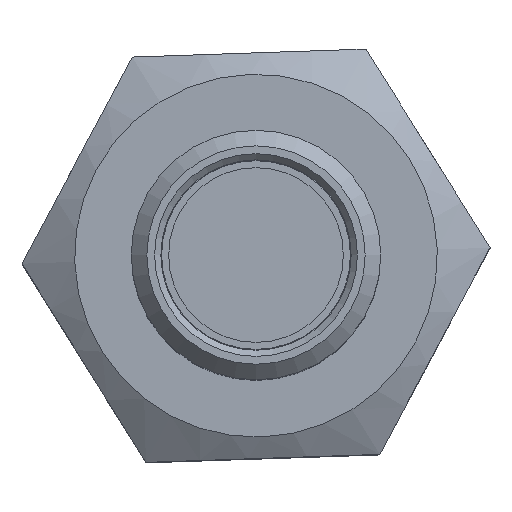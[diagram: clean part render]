
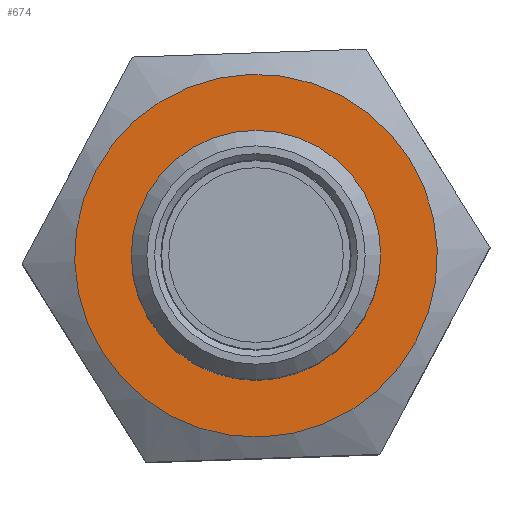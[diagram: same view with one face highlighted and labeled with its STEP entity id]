
A CAD part, top view. The second image highlights one B-rep face of the part: STEP entity #674.
In plain terms, the highlighted planar face has unit normal (0, 0, 1).
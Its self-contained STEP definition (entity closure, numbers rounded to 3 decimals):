
#137=CIRCLE('',#748,5.815);
#138=CIRCLE('',#749,4.);
#164=PLANE('',#747);
#193=FACE_BOUND('',#305,.T.);
#236=FACE_OUTER_BOUND('',#304,.T.);
#304=EDGE_LOOP('',(#558));
#305=EDGE_LOOP('',(#559));
#390=VERTEX_POINT('',#1150);
#391=VERTEX_POINT('',#1152);
#456=EDGE_CURVE('',#390,#390,#137,.T.);
#457=EDGE_CURVE('',#391,#391,#138,.T.);
#558=ORIENTED_EDGE('',*,*,#456,.T.);
#559=ORIENTED_EDGE('',*,*,#457,.F.);
#674=ADVANCED_FACE('',(#236,#193),#164,.T.);
#747=AXIS2_PLACEMENT_3D('',#1149,#877,#878);
#748=AXIS2_PLACEMENT_3D('',#1151,#879,#880);
#749=AXIS2_PLACEMENT_3D('',#1153,#881,#882);
#877=DIRECTION('center_axis',(0.,0.,1.));
#878=DIRECTION('ref_axis',(1.,0.,0.));
#879=DIRECTION('center_axis',(0.,0.,
1.));
#880=DIRECTION('ref_axis',(-0.833,0.553,0.));
#881=DIRECTION('center_axis',(0.,0.,
1.));
#882=DIRECTION('ref_axis',(0.814,-0.581,0.));
#1149=CARTESIAN_POINT('Origin',(6.006,0.204,38.494));
#1150=CARTESIAN_POINT('',(-5.812,-0.198,38.494));
#1151=CARTESIAN_POINT('Origin',(0.,0.,
38.494));
#1152=CARTESIAN_POINT('',(4.,0.,38.494));
#1153=CARTESIAN_POINT('Origin',(0.,0.,
38.494));
